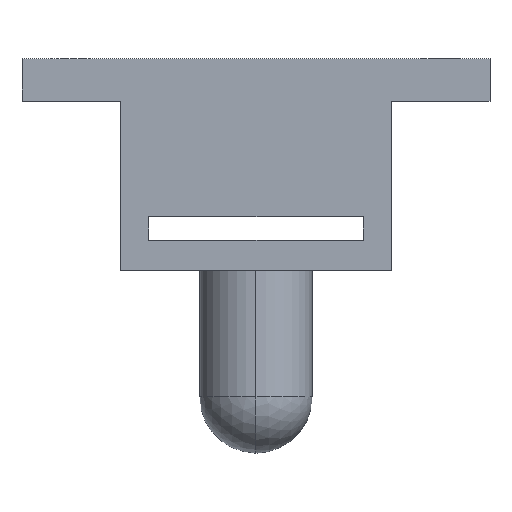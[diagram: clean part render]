
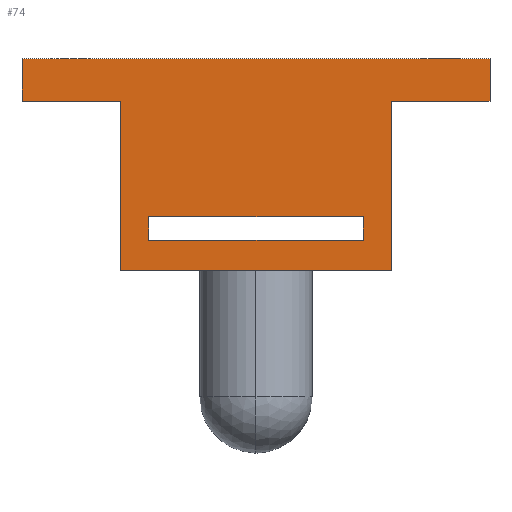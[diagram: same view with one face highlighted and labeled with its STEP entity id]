
A CAD part, top view. The second image highlights one B-rep face of the part: STEP entity #74.
In plain terms, the highlighted planar face has unit normal (0, 0, 1).
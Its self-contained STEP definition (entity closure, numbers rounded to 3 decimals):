
#2 = ORIENTED_EDGE ( 'NONE', *, *, #1138, .F. ) ;
#10 = VERTEX_POINT ( 'NONE', #1042 ) ;
#38 = DIRECTION ( 'NONE',  ( 0., 1., 0. ) ) ;
#47 = ORIENTED_EDGE ( 'NONE', *, *, #898, .F. ) ;
#50 = ORIENTED_EDGE ( 'NONE', *, *, #387, .T. ) ;
#62 = ORIENTED_EDGE ( 'NONE', *, *, #770, .F. ) ;
#69 = ORIENTED_EDGE ( 'NONE', *, *, #1129, .F. ) ;
#70 = VERTEX_POINT ( 'NONE', #946 ) ;
#74 = ADVANCED_FACE ( 'NONE', ( #605, #1114 ), #247, .F. ) ;
#84 = VECTOR ( 'NONE', #330, 1000. ) ;
#90 = EDGE_CURVE ( 'NONE', #400, #401, #849, .T. ) ;
#109 = LINE ( 'NONE', #449, #139 ) ;
#122 = CARTESIAN_POINT ( 'NONE',  ( 7.62, -12.9, 5. ) ) ;
#139 = VECTOR ( 'NONE', #809, 1000. ) ;
#147 = DIRECTION ( 'NONE',  ( -1., 0., 0. ) ) ;
#152 = VERTEX_POINT ( 'NONE', #355 ) ;
#164 = DIRECTION ( 'NONE',  ( -1., 0., 0. ) ) ;
#170 = CARTESIAN_POINT ( 'NONE',  ( 0., -3., 5. ) ) ;
#171 = EDGE_CURVE ( 'NONE', #70, #267, #722, .T. ) ;
#193 = CARTESIAN_POINT ( 'NONE',  ( 9.62, -15., 5. ) ) ;
#214 = CARTESIAN_POINT ( 'NONE',  ( 16.62, -3., 5. ) ) ;
#223 = EDGE_CURVE ( 'NONE', #420, #400, #265, .T. ) ;
#247 = PLANE ( 'NONE',  #456 ) ;
#265 = LINE ( 'NONE', #285, #517 ) ;
#267 = VERTEX_POINT ( 'NONE', #638 ) ;
#280 = EDGE_CURVE ( 'NONE', #618, #522, #301, .T. ) ;
#285 = CARTESIAN_POINT ( 'NONE',  ( -7.62, -12.9, 5. ) ) ;
#293 = CARTESIAN_POINT ( 'NONE',  ( -7.62, -12.9, 5. ) ) ;
#301 = LINE ( 'NONE', #214, #585 ) ;
#302 = LINE ( 'NONE', #546, #621 ) ;
#311 = EDGE_CURVE ( 'NONE', #70, #547, #746, .T. ) ;
#330 = DIRECTION ( 'NONE',  ( 0., 1., 0. ) ) ;
#339 = LINE ( 'NONE', #423, #421 ) ;
#344 = ORIENTED_EDGE ( 'NONE', *, *, #725, .T. ) ;
#355 = CARTESIAN_POINT ( 'NONE',  ( 9.62, -3., 5. ) ) ;
#370 = CARTESIAN_POINT ( 'NONE',  ( 7.62, -11.2, 5. ) ) ;
#387 = EDGE_CURVE ( 'NONE', #522, #765, #302, .T. ) ;
#399 = CARTESIAN_POINT ( 'NONE',  ( -7.62, -11.2, 5. ) ) ;
#400 = VERTEX_POINT ( 'NONE', #122 ) ;
#401 = VERTEX_POINT ( 'NONE', #370 ) ;
#403 = CARTESIAN_POINT ( 'NONE',  ( 16.62, 0., 5. ) ) ;
#414 = VECTOR ( 'NONE', #164, 1000. ) ;
#420 = VERTEX_POINT ( 'NONE', #293 ) ;
#421 = VECTOR ( 'NONE', #599, 1000. ) ;
#422 = LINE ( 'NONE', #1032, #414 ) ;
#423 = CARTESIAN_POINT ( 'NONE',  ( -16.62, -3., 5. ) ) ;
#449 = CARTESIAN_POINT ( 'NONE',  ( 0., -3., 5. ) ) ;
#456 = AXIS2_PLACEMENT_3D ( 'NONE', #170, #494, #515 ) ;
#461 = VECTOR ( 'NONE', #944, 1000. ) ;
#475 = VECTOR ( 'NONE', #1057, 1000. ) ;
#486 = LINE ( 'NONE', #399, #635 ) ;
#494 = DIRECTION ( 'NONE',  ( 0., 0., -1. ) ) ;
#506 = CARTESIAN_POINT ( 'NONE',  ( -16.62, -3., 5. ) ) ;
#515 = DIRECTION ( 'NONE',  ( -1., 0., 0. ) ) ;
#517 = VECTOR ( 'NONE', #615, 1000. ) ;
#522 = VERTEX_POINT ( 'NONE', #403 ) ;
#546 = CARTESIAN_POINT ( 'NONE',  ( 0., 0., 5. ) ) ;
#547 = VERTEX_POINT ( 'NONE', #759 ) ;
#572 = CARTESIAN_POINT ( 'NONE',  ( -7.62, -12.9, 5. ) ) ;
#580 = EDGE_LOOP ( 'NONE', ( #50, #47, #2, #619, #1059, #1013, #344, #927 ) ) ;
#585 = VECTOR ( 'NONE', #649, 1000. ) ;
#591 = CARTESIAN_POINT ( 'NONE',  ( 7.62, -12.9, 5. ) ) ;
#599 = DIRECTION ( 'NONE',  ( 0., 1., 0. ) ) ;
#605 = FACE_BOUND ( 'NONE', #999, .T. ) ;
#615 = DIRECTION ( 'NONE',  ( 1., 0., 0. ) ) ;
#618 = VERTEX_POINT ( 'NONE', #991 ) ;
#619 = ORIENTED_EDGE ( 'NONE', *, *, #171, .F. ) ;
#621 = VECTOR ( 'NONE', #743, 1000. ) ;
#635 = VECTOR ( 'NONE', #147, 1000. ) ;
#638 = CARTESIAN_POINT ( 'NONE',  ( -9.62, -3., 5. ) ) ;
#649 = DIRECTION ( 'NONE',  ( 0., 1., 0. ) ) ;
#652 = ORIENTED_EDGE ( 'NONE', *, *, #223, .F. ) ;
#684 = EDGE_CURVE ( 'NONE', #547, #152, #737, .T. ) ;
#709 = CARTESIAN_POINT ( 'NONE',  ( -9.62, -15., 5. ) ) ;
#722 = LINE ( 'NONE', #709, #475 ) ;
#725 = EDGE_CURVE ( 'NONE', #152, #618, #109, .T. ) ;
#737 = LINE ( 'NONE', #193, #748 ) ;
#743 = DIRECTION ( 'NONE',  ( -1., 0., 0. ) ) ;
#746 = LINE ( 'NONE', #909, #1082 ) ;
#748 = VECTOR ( 'NONE', #38, 1000. ) ;
#759 = CARTESIAN_POINT ( 'NONE',  ( 9.62, -15., 5. ) ) ;
#765 = VERTEX_POINT ( 'NONE', #930 ) ;
#770 = EDGE_CURVE ( 'NONE', #401, #10, #486, .T. ) ;
#809 = DIRECTION ( 'NONE',  ( 1., 0., 0. ) ) ;
#849 = LINE ( 'NONE', #591, #84 ) ;
#881 = ORIENTED_EDGE ( 'NONE', *, *, #90, .F. ) ;
#898 = EDGE_CURVE ( 'NONE', #917, #765, #339, .T. ) ;
#909 = CARTESIAN_POINT ( 'NONE',  ( 0., -15., 5. ) ) ;
#917 = VERTEX_POINT ( 'NONE', #506 ) ;
#927 = ORIENTED_EDGE ( 'NONE', *, *, #280, .T. ) ;
#930 = CARTESIAN_POINT ( 'NONE',  ( -16.62, 0., 5. ) ) ;
#944 = DIRECTION ( 'NONE',  ( 0., -1., 0. ) ) ;
#946 = CARTESIAN_POINT ( 'NONE',  ( -9.62, -15., 5. ) ) ;
#991 = CARTESIAN_POINT ( 'NONE',  ( 16.62, -3., 5. ) ) ;
#992 = DIRECTION ( 'NONE',  ( 1., 0., 0. ) ) ;
#999 = EDGE_LOOP ( 'NONE', ( #62, #881, #652, #69 ) ) ;
#1013 = ORIENTED_EDGE ( 'NONE', *, *, #684, .T. ) ;
#1032 = CARTESIAN_POINT ( 'NONE',  ( 0., -3., 5. ) ) ;
#1042 = CARTESIAN_POINT ( 'NONE',  ( -7.62, -11.2, 5. ) ) ;
#1057 = DIRECTION ( 'NONE',  ( 0., 1., 0. ) ) ;
#1059 = ORIENTED_EDGE ( 'NONE', *, *, #311, .T. ) ;
#1082 = VECTOR ( 'NONE', #992, 1000. ) ;
#1114 = FACE_OUTER_BOUND ( 'NONE', #580, .T. ) ;
#1125 = LINE ( 'NONE', #572, #461 ) ;
#1129 = EDGE_CURVE ( 'NONE', #10, #420, #1125, .T. ) ;
#1138 = EDGE_CURVE ( 'NONE', #267, #917, #422, .T. ) ;
